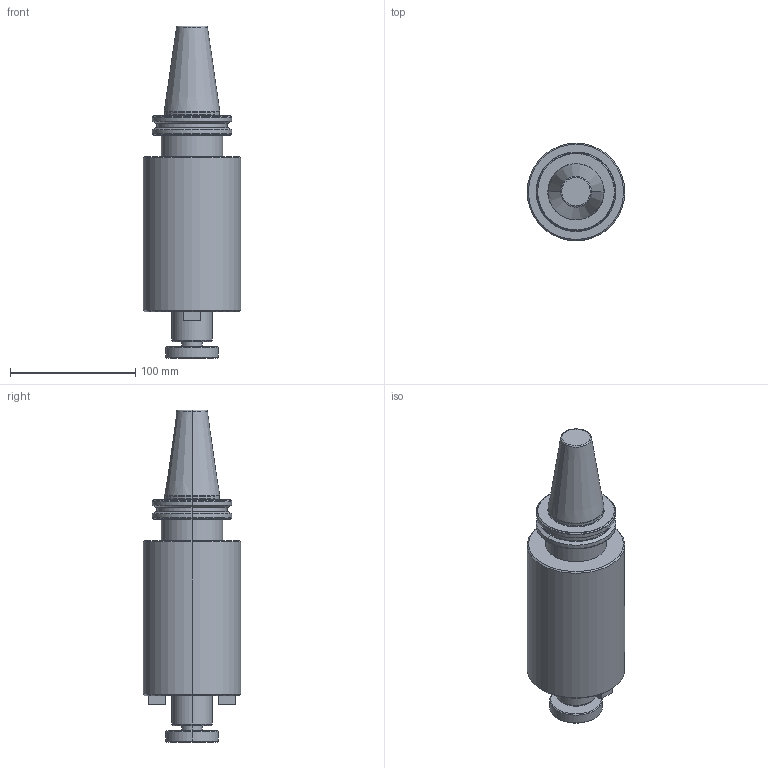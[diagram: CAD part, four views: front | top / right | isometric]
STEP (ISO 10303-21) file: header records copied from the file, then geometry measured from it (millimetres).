
FILE_DESCRIPTION (( 'STEP AP203' ), '1' );
FILE_NAME ('SK40 FMH32 160 AD-6.3G15000 SL SP.S.STEP', '2019-05-02T04:16:06', ( '' ), ( '' ), 'SwSTEP 2.0', 'SolidWorks 2014', '' );
FILE_SCHEMA (( 'CONFIG_CONTROL_DESIGN' ));
Length unit declared in the file: millimetre
Products named in the file (1): SK40 FMH32 160 AD-6.3G15000 SL SP.S
Bounding box: 78 x 78 x 265.4 mm (x, y, z)
Volume: 776467.5 mm3; surface area: 62166.8 mm2
Topology: 1 solids, 1 shells, 110 faces, 266 edges, 168 vertices
Faces by surface type: plane 36, cone 22, bspline 18, cylinder 18, torus 16
Entity records: 4263 total; most frequent: CARTESIAN_POINT 1653, DIRECTION 534, ORIENTED_EDGE 532, EDGE_CURVE 266, AXIS2_PLACEMENT_3D 211, VERTEX_POINT 168, EDGE_LOOP 120, CIRCLE 118
